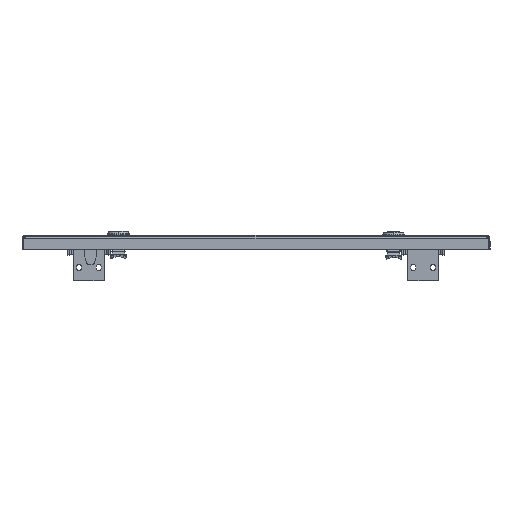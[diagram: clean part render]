
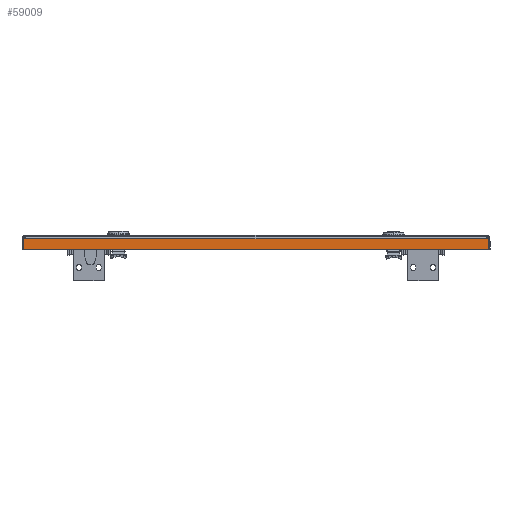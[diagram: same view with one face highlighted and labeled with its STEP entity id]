
A CAD part, left-side view. The second image highlights one B-rep face of the part: STEP entity #59009.
In plain terms, the highlighted planar face has unit normal (-1, 0, 0).
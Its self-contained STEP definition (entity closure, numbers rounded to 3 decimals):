
#3889 = VERTEX_POINT ( 'NONE', #36352 ) ;
#4841 = EDGE_CURVE ( 'NONE', #20861, #3889, #29856, .T. ) ;
#5602 = ORIENTED_EDGE ( 'NONE', *, *, #38694, .F. ) ;
#6567 = VECTOR ( 'NONE', #14978, 1000. ) ;
#8368 = DIRECTION ( 'NONE',  ( 0., 0., -1. ) ) ;
#8781 = CARTESIAN_POINT ( 'NONE',  ( -394.5, -295.429, -4. ) ) ;
#9343 = LINE ( 'NONE', #46367, #6567 ) ;
#10060 = EDGE_CURVE ( 'NONE', #3889, #37169, #9343, .T. ) ;
#14978 = DIRECTION ( 'NONE',  ( 0., 1., 0. ) ) ;
#16316 = ORIENTED_EDGE ( 'NONE', *, *, #4841, .F. ) ;
#20861 = VERTEX_POINT ( 'NONE', #8781 ) ;
#23724 = EDGE_LOOP ( 'NONE', ( #5602, #43431, #38208, #16316 ) ) ;
#25092 = VECTOR ( 'NONE', #8368, 1000. ) ;
#25374 = FACE_OUTER_BOUND ( 'NONE', #23724, .T. ) ;
#26159 = LINE ( 'NONE', #64263, #54788 ) ;
#29856 = LINE ( 'NONE', #61597, #25092 ) ;
#32406 = CARTESIAN_POINT ( 'NONE',  ( -394.5, 295.429, -4. ) ) ;
#36352 = CARTESIAN_POINT ( 'NONE',  ( -394.5, -295.429, -18. ) ) ;
#36647 = DIRECTION ( 'NONE',  ( 1., 0., 0. ) ) ;
#37169 = VERTEX_POINT ( 'NONE', #62758 ) ;
#37539 = EDGE_CURVE ( 'NONE', #45106, #37169, #54280, .T. ) ;
#38208 = ORIENTED_EDGE ( 'NONE', *, *, #10060, .F. ) ;
#38694 = EDGE_CURVE ( 'NONE', #45106, #20861, #26159, .T. ) ;
#43431 = ORIENTED_EDGE ( 'NONE', *, *, #37539, .T. ) ;
#43446 = DIRECTION ( 'NONE',  ( 0., -1., 0. ) ) ;
#45106 = VERTEX_POINT ( 'NONE', #32406 ) ;
#46367 = CARTESIAN_POINT ( 'NONE',  ( -394.5, -297.5, -18. ) ) ;
#48976 = CARTESIAN_POINT ( 'NONE',  ( -394.5, 295.429, 0. ) ) ;
#52479 = VECTOR ( 'NONE', #63534, 1000. ) ;
#54280 = LINE ( 'NONE', #48976, #52479 ) ;
#54788 = VECTOR ( 'NONE', #43446, 1000. ) ;
#59009 = ADVANCED_FACE ( 'NONE', ( #25374 ), #63111, .F. ) ;
#61058 = AXIS2_PLACEMENT_3D ( 'NONE', #62757, #36647, #63816 ) ;
#61597 = CARTESIAN_POINT ( 'NONE',  ( -394.5, -295.429, -2. ) ) ;
#62757 = CARTESIAN_POINT ( 'NONE',  ( -394.5, 0., 0. ) ) ;
#62758 = CARTESIAN_POINT ( 'NONE',  ( -394.5, 295.429, -18. ) ) ;
#63111 = PLANE ( 'NONE',  #61058 ) ;
#63534 = DIRECTION ( 'NONE',  ( 0., 0., -1. ) ) ;
#63816 = DIRECTION ( 'NONE',  ( 0., 0., -1. ) ) ;
#64263 = CARTESIAN_POINT ( 'NONE',  ( -394.5, -297.5, -4. ) ) ;
